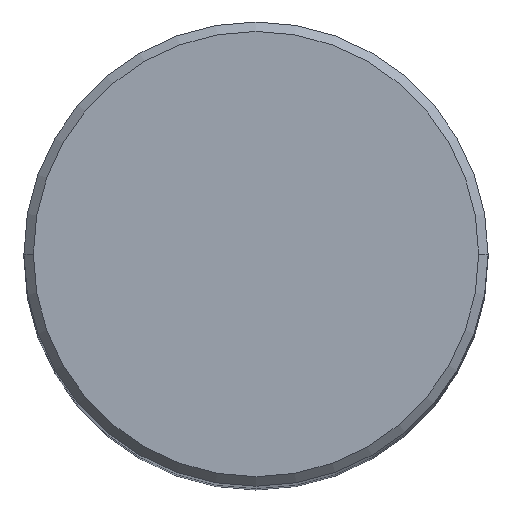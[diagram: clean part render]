
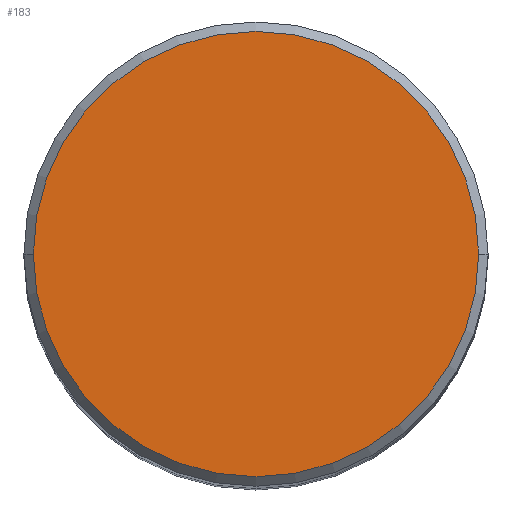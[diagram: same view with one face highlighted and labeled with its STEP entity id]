
A CAD part, top view. The second image highlights one B-rep face of the part: STEP entity #183.
In plain terms, the highlighted planar face has unit normal (0, 0, 1).
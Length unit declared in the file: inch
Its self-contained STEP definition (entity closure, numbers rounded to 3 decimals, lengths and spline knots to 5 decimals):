
#7 = FACE_OUTER_BOUND ( 'NONE', #133, .T. ) ;
#11 = CIRCLE ( 'NONE', #380, 0.47215 ) ;
#38 = AXIS2_PLACEMENT_3D ( 'NONE', #238, #394, #110 ) ;
#80 = CARTESIAN_POINT ( 'NONE',  ( 0., 0., 0. ) ) ;
#110 = DIRECTION ( 'NONE',  ( -1., 0., 0. ) ) ;
#113 = DIRECTION ( 'NONE',  ( 0., 0., 1. ) ) ;
#114 = EDGE_CURVE ( 'NONE', #182, #270, #205, .T. ) ;
#121 = CARTESIAN_POINT ( 'NONE',  ( 0., 0., 0. ) ) ;
#129 = ORIENTED_EDGE ( 'NONE', *, *, #114, .T. ) ;
#133 = EDGE_LOOP ( 'NONE', ( #173, #129 ) ) ;
#173 = ORIENTED_EDGE ( 'NONE', *, *, #241, .T. ) ;
#182 = VERTEX_POINT ( 'NONE', #267 ) ;
#183 = ADVANCED_FACE ( 'NONE', ( #7 ), #365, .F. ) ;
#196 = DIRECTION ( 'NONE',  ( 1., 0., 0. ) ) ;
#198 = AXIS2_PLACEMENT_3D ( 'NONE', #80, #113, #196 ) ;
#205 = CIRCLE ( 'NONE', #198, 0.47215 ) ;
#238 = CARTESIAN_POINT ( 'NONE',  ( 0., 0.47215, 0. ) ) ;
#241 = EDGE_CURVE ( 'NONE', #270, #182, #11, .T. ) ;
#267 = CARTESIAN_POINT ( 'NONE',  ( 0.47215, 0., 0. ) ) ;
#270 = VERTEX_POINT ( 'NONE', #400 ) ;
#340 = DIRECTION ( 'NONE',  ( 1., 0., 0. ) ) ;
#365 = PLANE ( 'NONE',  #38 ) ;
#380 = AXIS2_PLACEMENT_3D ( 'NONE', #121, #398, #340 ) ;
#394 = DIRECTION ( 'NONE',  ( 0., 0., -1. ) ) ;
#398 = DIRECTION ( 'NONE',  ( 0., 0., 1. ) ) ;
#400 = CARTESIAN_POINT ( 'NONE',  ( -0.47215, 0., 0. ) ) ;
